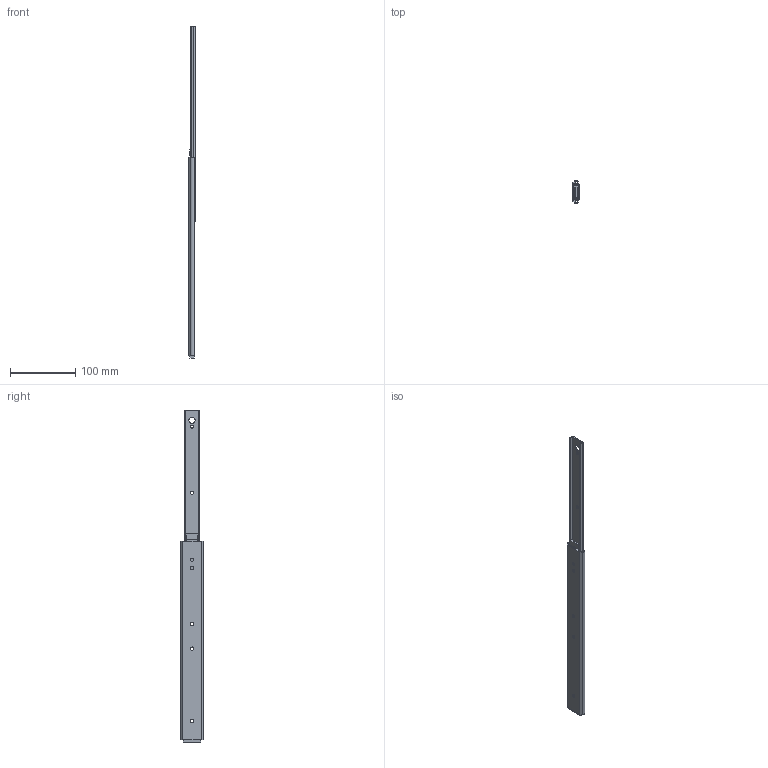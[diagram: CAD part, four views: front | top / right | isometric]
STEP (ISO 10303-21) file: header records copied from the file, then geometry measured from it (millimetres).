
FILE_DESCRIPTION (( 'STEP AP203' ), '1' );
FILE_NAME ('K-251-HDS-12.STEP', '2012-06-22T02:17:48', ( '11sw' ), ( 'タキゲン製造株式会社' ), 'SwSTEP 2.0', 'SolidWorks 2011', '' );
FILE_SCHEMA (( 'CONFIG_CONTROL_DESIGN' ));
Length unit declared in the file: millimetre
Products named in the file (3): K-251-HDS-12; K-251-HDS-12インナーメンバー_; K-251-HDS-12アウターメンバー_
Assembly tree (2 placements, depth 2):
  K-251-HDS-12
    K-251-HDS-12アウターメンバー_
    K-251-HDS-12インナーメンバー_
Bounding box: 9.6 x 35.27 x 509.6 mm (x, y, z)
Volume: 40120.5 mm3; surface area: 51740.4 mm2
Topology: 2 solids, 2 shells, 97 faces, 269 edges, 178 vertices
Faces by surface type: plane 63, cylinder 34
Entity records: 3440 total; most frequent: CARTESIAN_POINT 549, DIRECTION 541, ORIENTED_EDGE 538, EDGE_CURVE 269, VECTOR 201, LINE 201, VERTEX_POINT 178, AXIS2_PLACEMENT_3D 170
